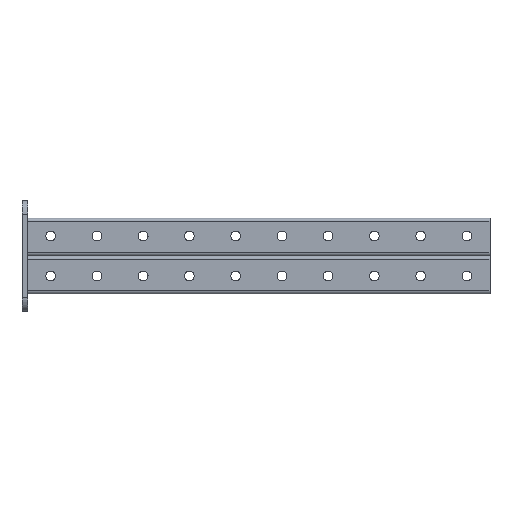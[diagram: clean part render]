
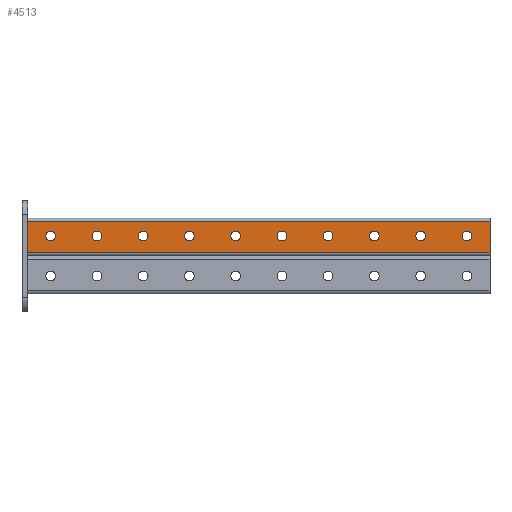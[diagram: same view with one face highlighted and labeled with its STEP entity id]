
A CAD part, left-side view. The second image highlights one B-rep face of the part: STEP entity #4513.
In plain terms, the highlighted planar face has unit normal (-1, 0, 0).
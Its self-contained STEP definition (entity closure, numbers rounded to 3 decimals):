
#328 = CARTESIAN_POINT ( 'NONE',  ( -20.5, -250., -41. ) ) ;
#406 = DIRECTION ( 'NONE',  ( 0., 0., -1. ) ) ;
#407 = CARTESIAN_POINT ( 'NONE',  ( -20.5, -225., 21.5 ) ) ;
#409 = DIRECTION ( 'NONE',  ( 0., -1., 0. ) ) ;
#410 = DIRECTION ( 'NONE',  ( 1., 0., 0. ) ) ;
#414 = CARTESIAN_POINT ( 'NONE',  ( -20.5, 175., 21.5 ) ) ;
#415 = DIRECTION ( 'NONE',  ( 0., -1., 0. ) ) ;
#416 = DIRECTION ( 'NONE',  ( 1., 0., 0. ) ) ;
#436 = CARTESIAN_POINT ( 'NONE',  ( -20.5, 25., 21.5 ) ) ;
#455 = DIRECTION ( 'NONE',  ( 0., -1., 0. ) ) ;
#457 = DIRECTION ( 'NONE',  ( 1., 0., 0. ) ) ;
#471 = DIRECTION ( 'NONE',  ( 0., 1., 0. ) ) ;
#486 = CARTESIAN_POINT ( 'NONE',  ( -20.5, -1500., 37.5 ) ) ;
#696 = CARTESIAN_POINT ( 'NONE',  ( -20.5, 250., 37.5 ) ) ;
#709 = CARTESIAN_POINT ( 'NONE',  ( -20.5, 250., 3.5 ) ) ;
#738 = CARTESIAN_POINT ( 'NONE',  ( -20.5, -250., 37.5 ) ) ;
#750 = CARTESIAN_POINT ( 'NONE',  ( -20.5, 19.75, 21.5 ) ) ;
#752 = CARTESIAN_POINT ( 'NONE',  ( -20.5, 169.75, 21.5 ) ) ;
#753 = CARTESIAN_POINT ( 'NONE',  ( -20.5, -230.25, 21.5 ) ) ;
#764 = CARTESIAN_POINT ( 'NONE',  ( -20.5, 219.75, 21.5 ) ) ;
#766 = CARTESIAN_POINT ( 'NONE',  ( -20.5, -130.25, 21.5 ) ) ;
#771 = CARTESIAN_POINT ( 'NONE',  ( -20.5, 119.75, 21.5 ) ) ;
#772 = CARTESIAN_POINT ( 'NONE',  ( -20.5, -180.25, 21.5 ) ) ;
#777 = CARTESIAN_POINT ( 'NONE',  ( -20.5, -80.25, 21.5 ) ) ;
#784 = CARTESIAN_POINT ( 'NONE',  ( -20.5, 69.75, 21.5 ) ) ;
#796 = CARTESIAN_POINT ( 'NONE',  ( -20.5, -30.25, 21.5 ) ) ;
#1357 = VERTEX_POINT ( 'NONE', #796 ) ;
#1369 = VERTEX_POINT ( 'NONE', #784 ) ;
#1376 = VERTEX_POINT ( 'NONE', #777 ) ;
#1381 = VERTEX_POINT ( 'NONE', #772 ) ;
#1382 = VERTEX_POINT ( 'NONE', #771 ) ;
#1387 = VERTEX_POINT ( 'NONE', #766 ) ;
#1389 = VERTEX_POINT ( 'NONE', #764 ) ;
#1516 = DIRECTION ( 'NONE',  ( 1., 0., 0. ) ) ;
#1517 = PLANE ( 'NONE',  #3541 ) ;
#1519 = CARTESIAN_POINT ( 'NONE',  ( -20.5, -1500., 37.5 ) ) ;
#1521 = DIRECTION ( 'NONE',  ( 0., 0., -1. ) ) ;
#1679 = CARTESIAN_POINT ( 'NONE',  ( -20.5, -250., 3.5 ) ) ;
#1835 = VERTEX_POINT ( 'NONE', #753 ) ;
#1836 = VERTEX_POINT ( 'NONE', #752 ) ;
#1838 = VERTEX_POINT ( 'NONE', #750 ) ;
#1852 = FACE_OUTER_BOUND ( 'NONE', #5218, .T. ) ;
#1853 = FACE_BOUND ( 'NONE', #5335, .T. ) ;
#1854 = FACE_BOUND ( 'NONE', #5298, .T. ) ;
#1855 = FACE_BOUND ( 'NONE', #5297, .T. ) ;
#1856 = FACE_BOUND ( 'NONE', #5295, .T. ) ;
#1857 = FACE_BOUND ( 'NONE', #5305, .T. ) ;
#1858 = FACE_BOUND ( 'NONE', #5321, .T. ) ;
#1860 = FACE_BOUND ( 'NONE', #5302, .T. ) ;
#1862 = FACE_BOUND ( 'NONE', #5300, .T. ) ;
#1864 = FACE_BOUND ( 'NONE', #5216, .T. ) ;
#1867 = FACE_BOUND ( 'NONE', #5236, .T. ) ;
#1972 = CIRCLE ( 'NONE', #3106, 5.25 ) ;
#2116 = ORIENTED_EDGE ( 'NONE', *, *, #3699, .T. ) ;
#2117 = ORIENTED_EDGE ( 'NONE', *, *, #3617, .T. ) ;
#2186 = ORIENTED_EDGE ( 'NONE', *, *, #3472, .T. ) ;
#2187 = ORIENTED_EDGE ( 'NONE', *, *, #3533, .F. ) ;
#2290 = ORIENTED_EDGE ( 'NONE', *, *, #3634, .T. ) ;
#2324 = ORIENTED_EDGE ( 'NONE', *, *, #3554, .T. ) ;
#2327 = ORIENTED_EDGE ( 'NONE', *, *, #3564, .F. ) ;
#2350 = ORIENTED_EDGE ( 'NONE', *, *, #3603, .T. ) ;
#2531 = ORIENTED_EDGE ( 'NONE', *, *, #3482, .T. ) ;
#2532 = ORIENTED_EDGE ( 'NONE', *, *, #3462, .T. ) ;
#2533 = ORIENTED_EDGE ( 'NONE', *, *, #3562, .T. ) ;
#2534 = ORIENTED_EDGE ( 'NONE', *, *, #3594, .T. ) ;
#2568 = DIRECTION ( 'NONE',  ( 0., -1., 0. ) ) ;
#2570 = DIRECTION ( 'NONE',  ( 1., 0., 0. ) ) ;
#2571 = CARTESIAN_POINT ( 'NONE',  ( -20.5, -75., 21.5 ) ) ;
#2642 = DIRECTION ( 'NONE',  ( 0., -1., 0. ) ) ;
#2643 = DIRECTION ( 'NONE',  ( 1., 0., 0. ) ) ;
#2645 = DIRECTION ( 'NONE',  ( 0., -1., 0. ) ) ;
#2646 = CARTESIAN_POINT ( 'NONE',  ( -20.5, 75., 21.5 ) ) ;
#2668 = DIRECTION ( 'NONE',  ( 1., 0., 0. ) ) ;
#2673 = CARTESIAN_POINT ( 'NONE',  ( -20.5, -175., 21.5 ) ) ;
#2825 = VECTOR ( 'NONE', #406, 1000. ) ;
#2834 = CIRCLE ( 'NONE', #3239, 5.25 ) ;
#2835 = LINE ( 'NONE', #328, #2825 ) ;
#2840 = CARTESIAN_POINT ( 'NONE',  ( -20.5, 250., -41. ) ) ;
#2869 = DIRECTION ( 'NONE',  ( 0., -1., 0. ) ) ;
#2890 = DIRECTION ( 'NONE',  ( 0., 0., 1. ) ) ;
#2897 = CARTESIAN_POINT ( 'NONE',  ( -20.5, 125., 21.5 ) ) ;
#2910 = DIRECTION ( 'NONE',  ( 0., -1., 0. ) ) ;
#2911 = DIRECTION ( 'NONE',  ( 1., 0., 0. ) ) ;
#2952 = DIRECTION ( 'NONE',  ( 0., 1., 0. ) ) ;
#2978 = DIRECTION ( 'NONE',  ( 1., 0., 0. ) ) ;
#2979 = CARTESIAN_POINT ( 'NONE',  ( -20.5, 225., 21.5 ) ) ;
#3009 = DIRECTION ( 'NONE',  ( 0., -1., 0. ) ) ;
#3010 = DIRECTION ( 'NONE',  ( 1., 0., 0. ) ) ;
#3011 = CARTESIAN_POINT ( 'NONE',  ( -20.5, -125., 21.5 ) ) ;
#3013 = CARTESIAN_POINT ( 'NONE',  ( -20.5, -1500., 3.5 ) ) ;
#3026 = CIRCLE ( 'NONE', #3250, 5.25 ) ;
#3106 = AXIS2_PLACEMENT_3D ( 'NONE', #4634, #4633, #4632 ) ;
#3145 = AXIS2_PLACEMENT_3D ( 'NONE', #2646, #2643, #2642 ) ;
#3155 = AXIS2_PLACEMENT_3D ( 'NONE', #2571, #2570, #2568 ) ;
#3163 = AXIS2_PLACEMENT_3D ( 'NONE', #2673, #2668, #2645 ) ;
#3165 = AXIS2_PLACEMENT_3D ( 'NONE', #2897, #2911, #2910 ) ;
#3186 = AXIS2_PLACEMENT_3D ( 'NONE', #3011, #3010, #3009 ) ;
#3196 = AXIS2_PLACEMENT_3D ( 'NONE', #2979, #2978, #2869 ) ;
#3239 = AXIS2_PLACEMENT_3D ( 'NONE', #407, #410, #409 ) ;
#3244 = AXIS2_PLACEMENT_3D ( 'NONE', #414, #416, #415 ) ;
#3250 = AXIS2_PLACEMENT_3D ( 'NONE', #436, #457, #455 ) ;
#3438 = EDGE_CURVE ( 'NONE', #5319, #5117, #4394, .T. ) ;
#3462 = EDGE_CURVE ( 'NONE', #1838, #1838, #3026, .T. ) ;
#3472 = EDGE_CURVE ( 'NONE', #1836, #1836, #5751, .T. ) ;
#3482 = EDGE_CURVE ( 'NONE', #1835, #1835, #2834, .T. ) ;
#3486 = EDGE_CURVE ( 'NONE', #5319, #5051, #2835, .T. ) ;
#3533 = EDGE_CURVE ( 'NONE', #5141, #5117, #4324, .T. ) ;
#3541 = AXIS2_PLACEMENT_3D ( 'NONE', #1519, #1516, #1521 ) ;
#3554 = EDGE_CURVE ( 'NONE', #1389, #1389, #4064, .T. ) ;
#3562 = EDGE_CURVE ( 'NONE', #1387, #1387, #4051, .T. ) ;
#3564 = EDGE_CURVE ( 'NONE', #5051, #5141, #4049, .T. ) ;
#3594 = EDGE_CURVE ( 'NONE', #1382, #1382, #4008, .T. ) ;
#3603 = EDGE_CURVE ( 'NONE', #1381, #1381, #3993, .T. ) ;
#3617 = EDGE_CURVE ( 'NONE', #1376, #1376, #3981, .T. ) ;
#3634 = EDGE_CURVE ( 'NONE', #1369, #1369, #3952, .T. ) ;
#3699 = EDGE_CURVE ( 'NONE', #1357, #1357, #1972, .T. ) ;
#3952 = CIRCLE ( 'NONE', #3145, 5.25 ) ;
#3981 = CIRCLE ( 'NONE', #3155, 5.25 ) ;
#3993 = CIRCLE ( 'NONE', #3163, 5.25 ) ;
#4008 = CIRCLE ( 'NONE', #3165, 5.25 ) ;
#4045 = VECTOR ( 'NONE', #2952, 1000. ) ;
#4049 = LINE ( 'NONE', #3013, #4045 ) ;
#4051 = CIRCLE ( 'NONE', #3186, 5.25 ) ;
#4064 = CIRCLE ( 'NONE', #3196, 5.25 ) ;
#4324 = LINE ( 'NONE', #2840, #4326 ) ;
#4326 = VECTOR ( 'NONE', #2890, 1000. ) ;
#4384 = VECTOR ( 'NONE', #471, 1000. ) ;
#4394 = LINE ( 'NONE', #486, #4384 ) ;
#4513 = ADVANCED_FACE ( 'NONE', ( #1864, #1858, #1867, #1862, #1860, #1857, #1856, #1855, #1854, #1853, #1852 ), #1517, .F. ) ;
#4632 = DIRECTION ( 'NONE',  ( 0., -1., 0. ) ) ;
#4633 = DIRECTION ( 'NONE',  ( 1., 0., 0. ) ) ;
#4634 = CARTESIAN_POINT ( 'NONE',  ( -20.5, -25., 21.5 ) ) ;
#4661 = ORIENTED_EDGE ( 'NONE', *, *, #3486, .F. ) ;
#4662 = ORIENTED_EDGE ( 'NONE', *, *, #3438, .T. ) ;
#5051 = VERTEX_POINT ( 'NONE', #1679 ) ;
#5117 = VERTEX_POINT ( 'NONE', #696 ) ;
#5141 = VERTEX_POINT ( 'NONE', #709 ) ;
#5216 = EDGE_LOOP ( 'NONE', ( #2531 ) ) ;
#5218 = EDGE_LOOP ( 'NONE', ( #2187, #2327, #4661, #4662 ) ) ;
#5236 = EDGE_LOOP ( 'NONE', ( #2116 ) ) ;
#5295 = EDGE_LOOP ( 'NONE', ( #2534 ) ) ;
#5297 = EDGE_LOOP ( 'NONE', ( #2532 ) ) ;
#5298 = EDGE_LOOP ( 'NONE', ( #2117 ) ) ;
#5300 = EDGE_LOOP ( 'NONE', ( #2290 ) ) ;
#5302 = EDGE_LOOP ( 'NONE', ( #2186 ) ) ;
#5305 = EDGE_LOOP ( 'NONE', ( #2324 ) ) ;
#5319 = VERTEX_POINT ( 'NONE', #738 ) ;
#5321 = EDGE_LOOP ( 'NONE', ( #2533 ) ) ;
#5335 = EDGE_LOOP ( 'NONE', ( #2350 ) ) ;
#5751 = CIRCLE ( 'NONE', #3244, 5.25 ) ;
